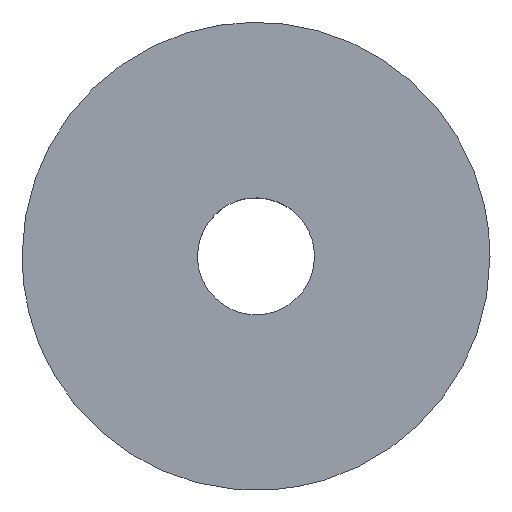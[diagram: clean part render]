
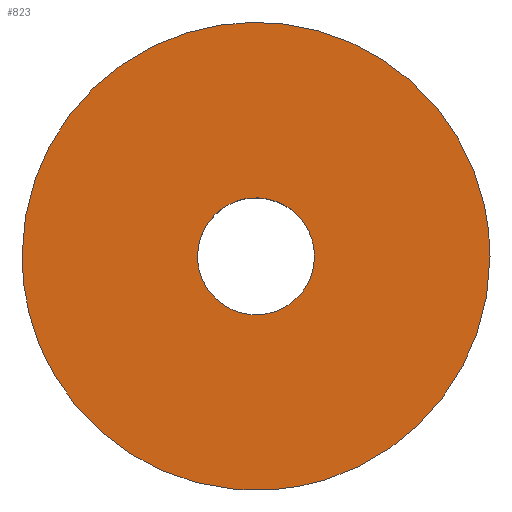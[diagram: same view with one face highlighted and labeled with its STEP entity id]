
A CAD part, top view. The second image highlights one B-rep face of the part: STEP entity #823.
In plain terms, the highlighted free-form (B-spline) face has degree [1, 1] with [2, 2] control points.
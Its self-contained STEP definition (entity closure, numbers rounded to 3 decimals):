
#77=CARTESIAN_POINT('',(0.471,-5.982,6.));
#78=VERTEX_POINT('',#77);
#84=CARTESIAN_POINT('',(-5.579,-2.207,6.));
#85=VERTEX_POINT('',#84);
#86=CARTESIAN_POINT('',(0.471,-5.982,6.));
#87=CARTESIAN_POINT('',(0.236,-6.,6.));
#88=CARTESIAN_POINT('',(0.,-6.,6.));
#89=CARTESIAN_POINT('',(-4.079,-6.,6.));
#90=CARTESIAN_POINT('',(-5.579,-2.207,6.));
#98=(BOUNDED_CURVE()B_SPLINE_CURVE(2,(#86,#87,#88,#89,#90),.UNSPECIFIED.,.F.,.U.)B_SPLINE_CURVE_WITH_KNOTS((3,2,3),(0.736,0.75,0.938),.UNSPECIFIED.)CURVE()GEOMETRIC_REPRESENTATION_ITEM()RATIONAL_B_SPLINE_CURVE((0.97,0.984,1.0,0.78,0.89))REPRESENTATION_ITEM(''));
#99=EDGE_CURVE('',#78,#85,#98,.T.);
#151=CARTESIAN_POINT('',(-6.0,0.0,6.0));
#152=VERTEX_POINT('',#151);
#153=CARTESIAN_POINT('',(-5.579,-2.207,6.));
#154=CARTESIAN_POINT('',(-6.,-1.144,6.));
#155=CARTESIAN_POINT('',(-6.0,0.0,6.0));
#163=(BOUNDED_CURVE()B_SPLINE_CURVE(2,(#153,#154,#155),.UNSPECIFIED.,.F.,.U.)B_SPLINE_CURVE_WITH_KNOTS((3,3),(0.938,1.0),.UNSPECIFIED.)CURVE()GEOMETRIC_REPRESENTATION_ITEM()RATIONAL_B_SPLINE_CURVE((0.89,0.927,1.0))REPRESENTATION_ITEM(''));
#164=EDGE_CURVE('',#85,#152,#163,.T.);
#166=CARTESIAN_POINT('',(6.0,0.0,6.0));
#167=VERTEX_POINT('',#166);
#168=CARTESIAN_POINT('',(-6.0,0.0,6.0));
#169=CARTESIAN_POINT('',(-6.0,6.0,6.0));
#170=CARTESIAN_POINT('',(0.0,6.0,6.0));
#171=CARTESIAN_POINT('',(6.0,6.0,6.0));
#172=CARTESIAN_POINT('',(6.0,0.0,6.0));
#180=(BOUNDED_CURVE()B_SPLINE_CURVE(2,(#168,#169,#170,#171,#172),.UNSPECIFIED.,.F.,.U.)B_SPLINE_CURVE_WITH_KNOTS((3,2,3),(0.0,0.25,0.5),.UNSPECIFIED.)CURVE()GEOMETRIC_REPRESENTATION_ITEM()RATIONAL_B_SPLINE_CURVE((1.0,0.707,1.0,0.707,1.0))REPRESENTATION_ITEM(''));
#181=EDGE_CURVE('',#152,#167,#180,.T.);
#183=CARTESIAN_POINT('',(6.0,0.0,6.0));
#184=CARTESIAN_POINT('',(6.,-5.546,6.));
#185=CARTESIAN_POINT('',(0.471,-5.982,6.));
#193=(BOUNDED_CURVE()B_SPLINE_CURVE(2,(#183,#184,#185),.UNSPECIFIED.,.F.,.U.)B_SPLINE_CURVE_WITH_KNOTS((3,3),(0.5,0.736),.UNSPECIFIED.)CURVE()GEOMETRIC_REPRESENTATION_ITEM()RATIONAL_B_SPLINE_CURVE((1.0,0.723,0.97))REPRESENTATION_ITEM(''));
#194=EDGE_CURVE('',#167,#78,#193,.T.);
#282=CARTESIAN_POINT('',(-0.177,1.49,6.0));
#283=VERTEX_POINT('',#282);
#284=CARTESIAN_POINT('',(1.5,0.0,6.0));
#285=VERTEX_POINT('',#284);
#286=CARTESIAN_POINT('',(-0.177,1.49,6.));
#287=CARTESIAN_POINT('',(-0.089,1.5,6.));
#288=CARTESIAN_POINT('',(0.0,1.5,6.0));
#289=CARTESIAN_POINT('',(1.5,1.5,6.0));
#290=CARTESIAN_POINT('',(1.5,0.0,6.0));
#298=(BOUNDED_CURVE()B_SPLINE_CURVE(2,(#286,#287,#288,#289,#290),.UNSPECIFIED.,.F.,.U.)B_SPLINE_CURVE_WITH_KNOTS((3,2,3),(0.23,0.25,0.5),.UNSPECIFIED.)CURVE()GEOMETRIC_REPRESENTATION_ITEM()RATIONAL_B_SPLINE_CURVE((0.956,0.976,1.0,0.707,1.0))REPRESENTATION_ITEM(''));
#299=EDGE_CURVE('',#283,#285,#298,.T.);
#340=CARTESIAN_POINT('',(0.092,-1.497,6.0));
#341=VERTEX_POINT('',#340);
#347=CARTESIAN_POINT('',(1.5,0.0,6.0));
#348=CARTESIAN_POINT('',(1.5,-1.411,6.));
#349=CARTESIAN_POINT('',(0.092,-1.497,6.0));
#357=(BOUNDED_CURVE()B_SPLINE_CURVE(2,(#347,#348,#349),.UNSPECIFIED.,.F.,.U.)B_SPLINE_CURVE_WITH_KNOTS((3,3),(0.5,0.739),.UNSPECIFIED.)CURVE()GEOMETRIC_REPRESENTATION_ITEM()RATIONAL_B_SPLINE_CURVE((1.0,0.72,0.976))REPRESENTATION_ITEM(''));
#358=EDGE_CURVE('',#285,#341,#357,.T.);
#381=CARTESIAN_POINT('',(-1.5,0.0,6.0));
#382=VERTEX_POINT('',#381);
#383=CARTESIAN_POINT('',(-1.5,0.0,6.0));
#384=CARTESIAN_POINT('',(-1.5,1.332,6.));
#385=CARTESIAN_POINT('',(-0.177,1.49,6.));
#393=(BOUNDED_CURVE()B_SPLINE_CURVE(2,(#383,#384,#385),.UNSPECIFIED.,.F.,.U.)B_SPLINE_CURVE_WITH_KNOTS((3,3),(0.0,0.23),.UNSPECIFIED.)CURVE()GEOMETRIC_REPRESENTATION_ITEM()RATIONAL_B_SPLINE_CURVE((1.0,0.731,0.956))REPRESENTATION_ITEM(''));
#394=EDGE_CURVE('',#382,#283,#393,.T.);
#396=CARTESIAN_POINT('',(0.092,-1.497,6.));
#397=CARTESIAN_POINT('',(0.046,-1.5,6.));
#398=CARTESIAN_POINT('',(0.0,-1.5,6.0));
#399=CARTESIAN_POINT('',(-1.5,-1.5,6.0));
#400=CARTESIAN_POINT('',(-1.5,0.0,6.0));
#408=(BOUNDED_CURVE()B_SPLINE_CURVE(2,(#396,#397,#398,#399,#400),.UNSPECIFIED.,.F.,.U.)B_SPLINE_CURVE_WITH_KNOTS((3,2,3),(0.739,0.75,1.0),.UNSPECIFIED.)CURVE()GEOMETRIC_REPRESENTATION_ITEM()RATIONAL_B_SPLINE_CURVE((0.976,0.988,1.0,0.707,1.0))REPRESENTATION_ITEM(''));
#409=EDGE_CURVE('',#341,#382,#408,.T.);
#806=CARTESIAN_POINT('',(6.599,-6.599,6.0));
#807=CARTESIAN_POINT('',(-6.599,-6.599,6.0));
#808=CARTESIAN_POINT('',(6.599,6.599,6.0));
#809=CARTESIAN_POINT('',(-6.599,6.599,6.0));
#810=B_SPLINE_SURFACE_WITH_KNOTS('',1,1,((#806,#808),(#807,#809)),.UNSPECIFIED.,.F.,.F.,.U.,(2,2),(2,2),(0.0,13.199),(0.0,13.199),.UNSPECIFIED.);
#811=ORIENTED_EDGE('',*,*,#164,.F.);
#812=ORIENTED_EDGE('',*,*,#99,.F.);
#813=ORIENTED_EDGE('',*,*,#194,.F.);
#814=ORIENTED_EDGE('',*,*,#181,.F.);
#815=EDGE_LOOP('',(#811,#812,#813,#814));
#816=FACE_OUTER_BOUND('',#815,.T.);
#817=ORIENTED_EDGE('',*,*,#358,.T.);
#818=ORIENTED_EDGE('',*,*,#409,.T.);
#819=ORIENTED_EDGE('',*,*,#394,.T.);
#820=ORIENTED_EDGE('',*,*,#299,.T.);
#821=EDGE_LOOP('',(#817,#818,#819,#820));
#822=FACE_BOUND('',#821,.T.);
#823=ADVANCED_FACE('',(#816,#822),#810,.F.);
